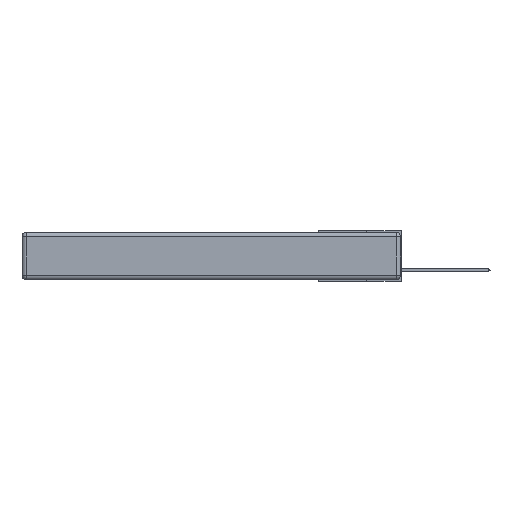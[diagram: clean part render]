
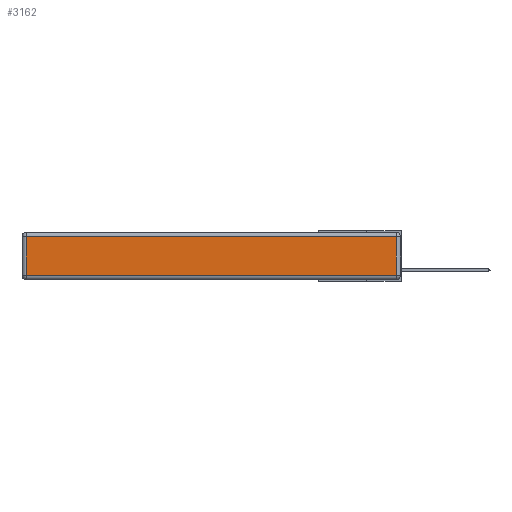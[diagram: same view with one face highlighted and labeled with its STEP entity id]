
A CAD part, left-side view. The second image highlights one B-rep face of the part: STEP entity #3162.
In plain terms, the highlighted planar face has unit normal (-1, 0, 0).
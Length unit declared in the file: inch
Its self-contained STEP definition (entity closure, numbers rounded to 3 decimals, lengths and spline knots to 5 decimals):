
#617 = VECTOR ( 'NONE', #12835, 39.37008 ) ;
#1378 = AXIS2_PLACEMENT_3D ( 'NONE', #7661, #14108, #10049 ) ;
#1538 = LINE ( 'NONE', #3287, #15931 ) ;
#2016 = VERTEX_POINT ( 'NONE', #15034 ) ;
#2256 = FACE_OUTER_BOUND ( 'NONE', #8735, .T. ) ;
#2313 = LINE ( 'NONE', #3314, #16717 ) ;
#3096 = ORIENTED_EDGE ( 'NONE', *, *, #14439, .T. ) ;
#3162 = ADVANCED_FACE ( 'NONE', ( #2256 ), #3563, .T. ) ;
#3287 = CARTESIAN_POINT ( 'NONE',  ( 0., 2.75, -0.03 ) ) ;
#3314 = CARTESIAN_POINT ( 'NONE',  ( 0., 2.72, -0.343 ) ) ;
#3563 = PLANE ( 'NONE',  #1378 ) ;
#4802 = CARTESIAN_POINT ( 'NONE',  ( 0., 0.03, -0.313 ) ) ;
#5921 = DIRECTION ( 'NONE',  ( 0., 0., 1. ) ) ;
#6400 = VERTEX_POINT ( 'NONE', #8521 ) ;
#6715 = CARTESIAN_POINT ( 'NONE',  ( 0., 2.72, -0.03 ) ) ;
#7661 = CARTESIAN_POINT ( 'NONE',  ( 0., 0., -0.343 ) ) ;
#7736 = VERTEX_POINT ( 'NONE', #6715 ) ;
#7809 = EDGE_CURVE ( 'NONE', #10194, #6400, #14677, .T. ) ;
#8376 = DIRECTION ( 'NONE',  ( 0., 0., -1. ) ) ;
#8521 = CARTESIAN_POINT ( 'NONE',  ( 0., 0.03, -0.03 ) ) ;
#8714 = CARTESIAN_POINT ( 'NONE',  ( 0., 0., -0.313 ) ) ;
#8735 = EDGE_LOOP ( 'NONE', ( #8811, #9633, #3096, #11766 ) ) ;
#8811 = ORIENTED_EDGE ( 'NONE', *, *, #10541, .T. ) ;
#9633 = ORIENTED_EDGE ( 'NONE', *, *, #7809, .T. ) ;
#9678 = CARTESIAN_POINT ( 'NONE',  ( 0., 0.03, -0.343 ) ) ;
#10049 = DIRECTION ( 'NONE',  ( 0., 0., 1. ) ) ;
#10194 = VERTEX_POINT ( 'NONE', #4802 ) ;
#10541 = EDGE_CURVE ( 'NONE', #2016, #10194, #12394, .T. ) ;
#11766 = ORIENTED_EDGE ( 'NONE', *, *, #15657, .T. ) ;
#12319 = DIRECTION ( 'NONE',  ( 0., 1., 0. ) ) ;
#12394 = LINE ( 'NONE', #8714, #617 ) ;
#12835 = DIRECTION ( 'NONE',  ( 0., -1., 0. ) ) ;
#13469 = VECTOR ( 'NONE', #5921, 39.37008 ) ;
#14108 = DIRECTION ( 'NONE',  ( -1., 0., 0. ) ) ;
#14439 = EDGE_CURVE ( 'NONE', #6400, #7736, #1538, .T. ) ;
#14677 = LINE ( 'NONE', #9678, #13469 ) ;
#15034 = CARTESIAN_POINT ( 'NONE',  ( 0., 2.72, -0.313 ) ) ;
#15657 = EDGE_CURVE ( 'NONE', #7736, #2016, #2313, .T. ) ;
#15931 = VECTOR ( 'NONE', #12319, 39.37008 ) ;
#16717 = VECTOR ( 'NONE', #8376, 39.37008 ) ;
